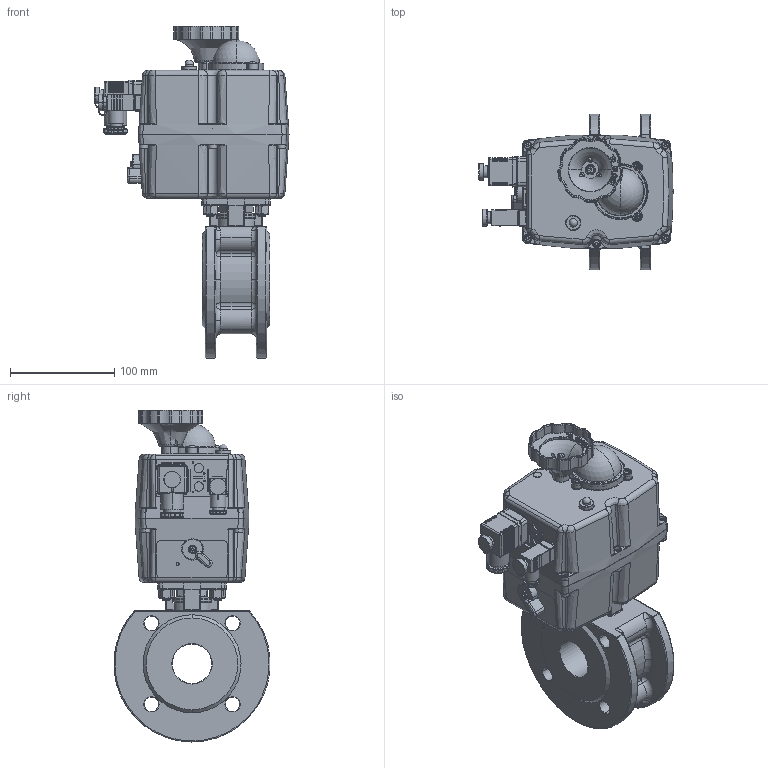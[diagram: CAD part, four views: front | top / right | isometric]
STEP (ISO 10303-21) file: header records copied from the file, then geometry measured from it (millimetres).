
FILE_DESCRIPTION(('HOOPS Exchange Step'),'2;1');
FILE_NAME('EK06_DN40.stp','2025-05-16T15:40:22+02:00',('nieru'),('Unknown organisation'),'HOOPS Exchange 2024.2','HOOPS Exchange','Unknown authorisation');
FILE_SCHEMA( ('AP203_CONFIGURATION_CONTROLLED_3D_DESIGN_OF_MECHANICAL_PARTS_AND_ASSEMBLIES_MIM_LF') );
Length unit declared in the file: millimetre
Products named in the file (5): 0; root
Assembly tree (4 placements, depth 4):
  root
    0
      0
        0
        0
Bounding box: 186.19 x 149.52 x 318.45 mm (x, y, z)
Volume: 2338733.1 mm3; surface area: 318352.4 mm2
Topology: 53 solids, 53 shells, 3719 faces, 9251 edges, 5618 vertices
Faces by surface type: cylinder 1267, bspline 792, plane 772, torus 644, cone 183, sphere 61
Full cylindrical faces by diameter (mm): 2.204 x3, 7.825 x1, 11 x1, 11.516 x1, 14 x1, 14.894 x1, 16.5 x1, 19.05 x1, 19.95 x1, 30 x1, 38 x1, 45 x1
Entity records: 200346 total; most frequent: CARTESIAN_POINT 121792, ORIENTED_EDGE 18324, DIRECTION 13220, EDGE_CURVE 9162, VERTEX_POINT 5618, AXIS2_PLACEMENT_3D 5454, EDGE_LOOP 3918, FACE_BOUND 3918
